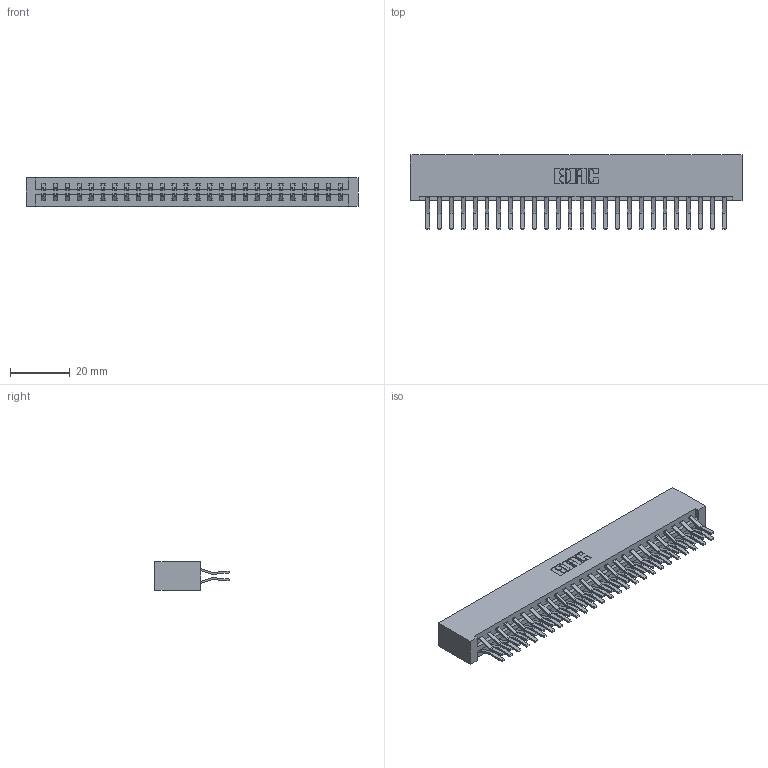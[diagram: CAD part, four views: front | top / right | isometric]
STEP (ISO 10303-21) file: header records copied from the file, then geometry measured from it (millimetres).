
FILE_DESCRIPTION (( 'STEP AP203' ), '1' );
FILE_NAME ('387-052-560-201.STEP', '2018-09-20T21:38:55', ( '' ), ( '' ), 'SwSTEP 2.0', 'SolidWorks 2016', '' );
FILE_SCHEMA (( 'CONFIG_CONTROL_DESIGN' ));
Length unit declared in the file: inch
Products named in the file (3): 387-052-560-201; 337 Part_No Mounting Lugs; 345-292-001_560 Tail
Assembly tree (53 placements, depth 2):
  387-052-560-201
    337 Part_No Mounting Lugs
    345-292-001_560 Tail  x52
Bounding box: 110.9 x 24.78 x 9.4 mm (x, y, z)
Volume: 12575.7 mm3; surface area: 15104.1 mm2
Topology: 53 solids, 53 shells, 3018 faces, 8971 edges, 5910 vertices
Faces by surface type: plane 2042, cylinder 976
Entity records: 22039 total; most frequent: CARTESIAN_POINT 3726, ORIENTED_EDGE 3662, DIRECTION 3195, EDGE_CURVE 1831, VECTOR 1707, LINE 1707, VERTEX_POINT 1218, AXIS2_PLACEMENT_3D 744
